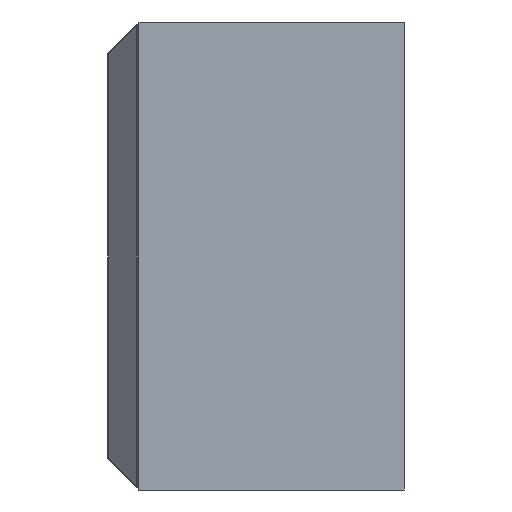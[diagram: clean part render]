
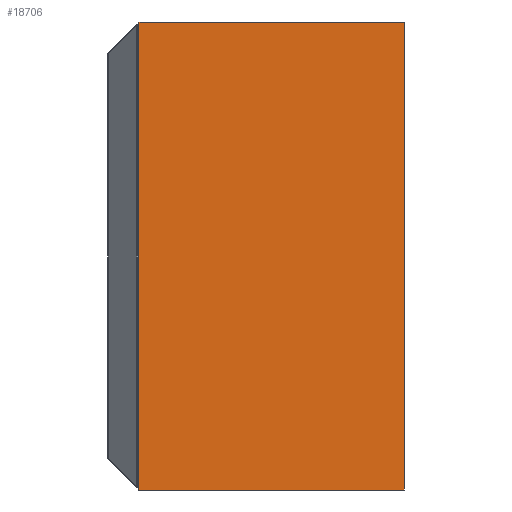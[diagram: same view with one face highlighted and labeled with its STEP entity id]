
A CAD part, left-side view. The second image highlights one B-rep face of the part: STEP entity #18706.
In plain terms, the highlighted planar face has unit normal (-1, 0, 0).
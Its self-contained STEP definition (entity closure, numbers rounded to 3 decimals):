
#160 = DIRECTION ( 'NONE',  ( 0., -1., 0. ) ) ;
#769 = DIRECTION ( 'NONE',  ( 1., 0., 0. ) ) ;
#1187 = EDGE_CURVE ( 'NONE', #7418, #19823, #3561, .T. ) ;
#1221 = EDGE_CURVE ( 'NONE', #7418, #22362, #23854, .T. ) ;
#1283 = CARTESIAN_POINT ( 'NONE',  ( -21.4, 17., 15. ) ) ;
#2776 = CARTESIAN_POINT ( 'NONE',  ( -21.4, 17., 15. ) ) ;
#2941 = EDGE_LOOP ( 'NONE', ( #16519, #25190, #23254, #20731 ) ) ;
#3561 = LINE ( 'NONE', #11903, #19256 ) ;
#5082 = CARTESIAN_POINT ( 'NONE',  ( -21.4, 0., -15. ) ) ;
#6157 = CARTESIAN_POINT ( 'NONE',  ( -21.4, 17., -15. ) ) ;
#7227 = VECTOR ( 'NONE', #20620, 1000. ) ;
#7418 = VERTEX_POINT ( 'NONE', #20566 ) ;
#8407 = EDGE_CURVE ( 'NONE', #22362, #9927, #14931, .T. ) ;
#9040 = VECTOR ( 'NONE', #22490, 1000. ) ;
#9927 = VERTEX_POINT ( 'NONE', #21201 ) ;
#11903 = CARTESIAN_POINT ( 'NONE',  ( -21.4, 17., -15. ) ) ;
#11908 = AXIS2_PLACEMENT_3D ( 'NONE', #24299, #769, #14500 ) ;
#12460 = LINE ( 'NONE', #18643, #7227 ) ;
#13982 = DIRECTION ( 'NONE',  ( 0., 0., 1. ) ) ;
#14500 = DIRECTION ( 'NONE',  ( 0., 0., -1. ) ) ;
#14931 = LINE ( 'NONE', #2776, #9040 ) ;
#16519 = ORIENTED_EDGE ( 'NONE', *, *, #21163, .T. ) ;
#18643 = CARTESIAN_POINT ( 'NONE',  ( -21.4, 0., -15. ) ) ;
#18706 = ADVANCED_FACE ( 'NONE', ( #20863 ), #22364, .F. ) ;
#19256 = VECTOR ( 'NONE', #160, 1000. ) ;
#19823 = VERTEX_POINT ( 'NONE', #5082 ) ;
#20566 = CARTESIAN_POINT ( 'NONE',  ( -21.4, 17., -15. ) ) ;
#20620 = DIRECTION ( 'NONE',  ( 0., 0., 1. ) ) ;
#20731 = ORIENTED_EDGE ( 'NONE', *, *, #1187, .T. ) ;
#20863 = FACE_OUTER_BOUND ( 'NONE', #2941, .T. ) ;
#21163 = EDGE_CURVE ( 'NONE', #19823, #9927, #12460, .T. ) ;
#21201 = CARTESIAN_POINT ( 'NONE',  ( -21.4, 0., 15. ) ) ;
#22362 = VERTEX_POINT ( 'NONE', #1283 ) ;
#22364 = PLANE ( 'NONE',  #11908 ) ;
#22490 = DIRECTION ( 'NONE',  ( 0., -1., 0. ) ) ;
#23238 = VECTOR ( 'NONE', #13982, 1000. ) ;
#23254 = ORIENTED_EDGE ( 'NONE', *, *, #1221, .F. ) ;
#23854 = LINE ( 'NONE', #6157, #23238 ) ;
#24299 = CARTESIAN_POINT ( 'NONE',  ( -21.4, 17., -15. ) ) ;
#25190 = ORIENTED_EDGE ( 'NONE', *, *, #8407, .F. ) ;
